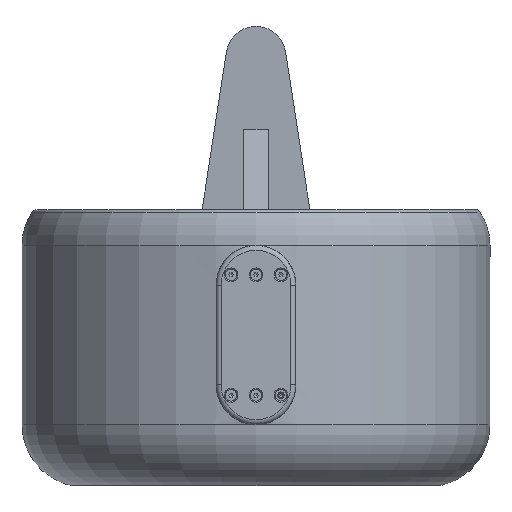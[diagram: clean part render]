
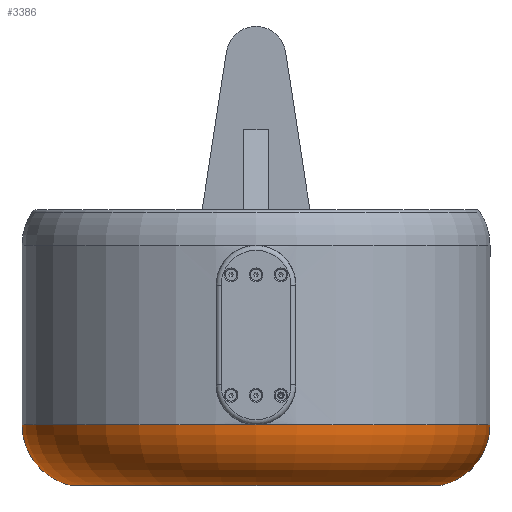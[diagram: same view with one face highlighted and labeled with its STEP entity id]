
A CAD part, front view. The second image highlights one B-rep face of the part: STEP entity #3386.
In plain terms, the highlighted toroidal (fillet/blend) face has major radius 172.594 mm and minor radius 62.406 mm.
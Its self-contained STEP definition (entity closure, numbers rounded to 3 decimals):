
#171 = EDGE_CURVE ( 'NONE', #4834, #4834, #12754, .T. ) ;
#528 = EDGE_CURVE ( 'NONE', #16254, #4849, #13559, .T. ) ;
#1324 = AXIS2_PLACEMENT_3D ( 'NONE', #6319, #9574, #19303 ) ;
#1421 = AXIS2_PLACEMENT_3D ( 'NONE', #19250, #12890, #17578 ) ;
#1628 = AXIS2_PLACEMENT_3D ( 'NONE', #11135, #20643, #3232 ) ;
#2063 = DIRECTION ( 'NONE',  ( 0., 0., -1. ) ) ;
#3232 = DIRECTION ( 'NONE',  ( -1., 0., 0. ) ) ;
#3234 = ORIENTED_EDGE ( 'NONE', *, *, #14145, .T. ) ;
#3386 = ADVANCED_FACE ( 'NONE', ( #15240, #16947 ), #4617, .T. ) ;
#4141 = CIRCLE ( 'NONE', #1421, 235. ) ;
#4309 = AXIS2_PLACEMENT_3D ( 'NONE', #19365, #2063, #8173 ) ;
#4617 = TOROIDAL_SURFACE ( 'NONE', #7311, 172.594, 62.406 ) ;
#4834 = VERTEX_POINT ( 'NONE', #8293 ) ;
#4849 = VERTEX_POINT ( 'NONE', #15533 ) ;
#5506 = EDGE_LOOP ( 'NONE', ( #16556 ) ) ;
#5768 = EDGE_CURVE ( 'NONE', #4849, #17115, #11687, .T. ) ;
#6319 = CARTESIAN_POINT ( 'NONE',  ( 0., -366.073, -151. ) ) ;
#7311 = AXIS2_PLACEMENT_3D ( 'NONE', #17365, #15963, #19342 ) ;
#8173 = DIRECTION ( 'NONE',  ( -1., 0., 0. ) ) ;
#8293 = CARTESIAN_POINT ( 'NONE',  ( -185.766, -366.073, -151. ) ) ;
#9574 = DIRECTION ( 'NONE',  ( 0., 0., -1. ) ) ;
#11135 = CARTESIAN_POINT ( 'NONE',  ( 0., -366.073, -90. ) ) ;
#11687 = CIRCLE ( 'NONE', #4309, 235. ) ;
#12754 = CIRCLE ( 'NONE', #1324, 185.766 ) ;
#12890 = DIRECTION ( 'NONE',  ( 0., 0., -1. ) ) ;
#13559 = CIRCLE ( 'NONE', #1628, 235. ) ;
#14145 = EDGE_CURVE ( 'NONE', #17115, #16254, #4141, .T. ) ;
#14831 = ORIENTED_EDGE ( 'NONE', *, *, #528, .T. ) ;
#15030 = CARTESIAN_POINT ( 'NONE',  ( 0., -601.073, -90. ) ) ;
#15240 = FACE_OUTER_BOUND ( 'NONE', #19096, .T. ) ;
#15533 = CARTESIAN_POINT ( 'NONE',  ( 0., -131.073, -90. ) ) ;
#15963 = DIRECTION ( 'NONE',  ( 0., 0., -1. ) ) ;
#16254 = VERTEX_POINT ( 'NONE', #16257 ) ;
#16257 = CARTESIAN_POINT ( 'NONE',  ( -0.001, -131.073, -90. ) ) ;
#16556 = ORIENTED_EDGE ( 'NONE', *, *, #171, .F. ) ;
#16947 = FACE_OUTER_BOUND ( 'NONE', #5506, .T. ) ;
#17115 = VERTEX_POINT ( 'NONE', #15030 ) ;
#17365 = CARTESIAN_POINT ( 'NONE',  ( 0., -366.073, -90. ) ) ;
#17578 = DIRECTION ( 'NONE',  ( -1., 0., 0. ) ) ;
#18048 = ORIENTED_EDGE ( 'NONE', *, *, #5768, .T. ) ;
#19096 = EDGE_LOOP ( 'NONE', ( #18048, #3234, #14831 ) ) ;
#19250 = CARTESIAN_POINT ( 'NONE',  ( 0., -366.073, -90. ) ) ;
#19303 = DIRECTION ( 'NONE',  ( -1., 0., 0. ) ) ;
#19342 = DIRECTION ( 'NONE',  ( -1., 0., 0. ) ) ;
#19365 = CARTESIAN_POINT ( 'NONE',  ( 0., -366.073, -90. ) ) ;
#20643 = DIRECTION ( 'NONE',  ( 0., 0., -1. ) ) ;
